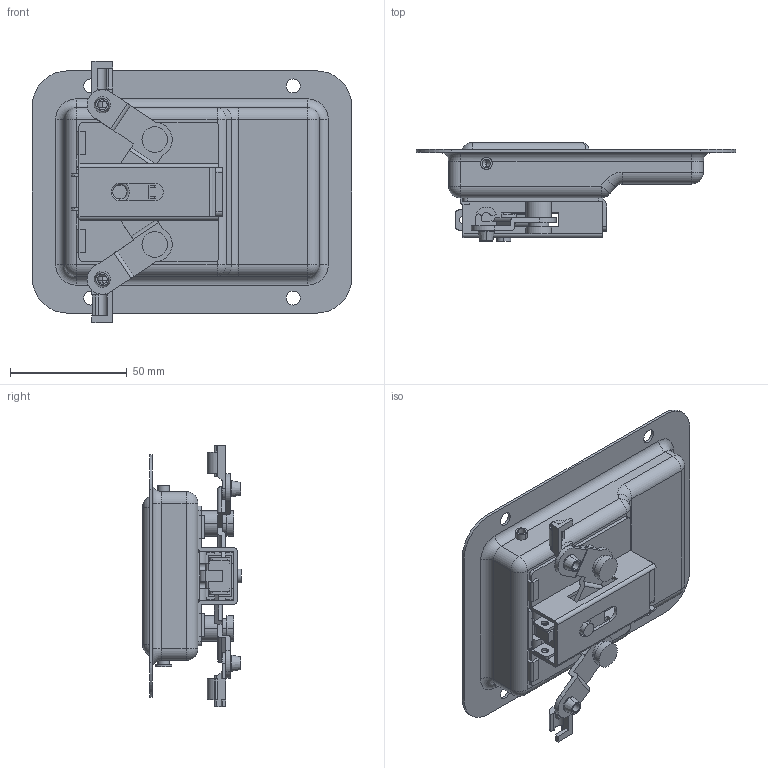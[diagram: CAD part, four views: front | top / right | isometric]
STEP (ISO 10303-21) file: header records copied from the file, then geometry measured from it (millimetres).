
FILE_DESCRIPTION (( 'STEP AP203' ), '1' );
FILE_NAME ('A-1882-B-2.STEP', '2020-02-10T06:47:30', ( '' ), ( '' ), 'SwSTEP 2.0', 'SolidWorks 2018', '' );
FILE_SCHEMA (( 'CONFIG_CONTROL_DESIGN' ));
Length unit declared in the file: millimetre
Products named in the file (12): A-1882-B_アームスペーサー_; A-1882-B_儔僢僠傾乕儉L_; A-1882-B_AC-25-Q-14__公開用; A-1882-B_ハンドル_; A-1882-B-2; A-1882-B_ラッチケース_; A-1882-B_儔僢僠B_; A-1882-B_ラッチシャフト_; A-1882-B_ハンドルシャフト_; A-1882-B_ラッチガイド_; A-1882-B_本体__B-1882-B-2; A-1882-B_儔僢僠傾乕儉R_
Assembly tree (13 placements, depth 2):
  A-1882-B-2
    A-1882-B_本体__B-1882-B-2
    A-1882-B_ハンドル_
    A-1882-B_ハンドルシャフト_
    A-1882-B_ラッチケース_
    A-1882-B_ラッチガイド_
    A-1882-B_儔僢僠傾乕儉R_
    A-1882-B_儔僢僠傾乕儉L_
    A-1882-B_アームスペーサー_  x2
    A-1882-B_ラッチシャフト_
    A-1882-B_AC-25-Q-14__公開用  x2
    A-1882-B_儔僢僠B_
Bounding box: 137 x 42.4 x 112.35 mm (x, y, z)
Volume: 84345.2 mm3; surface area: 75135 mm2
Topology: 13 solids, 13 shells, 523 faces, 1356 edges, 850 vertices
Faces by surface type: plane 247, cylinder 226, torus 22, sphere 14, cone 10, bspline 4
Entity records: 16327 total; most frequent: CARTESIAN_POINT 2947, DIRECTION 2634, ORIENTED_EDGE 2456, EDGE_CURVE 1228, AXIS2_PLACEMENT_3D 935, VERTEX_POINT 778, LINE 764, VECTOR 764
